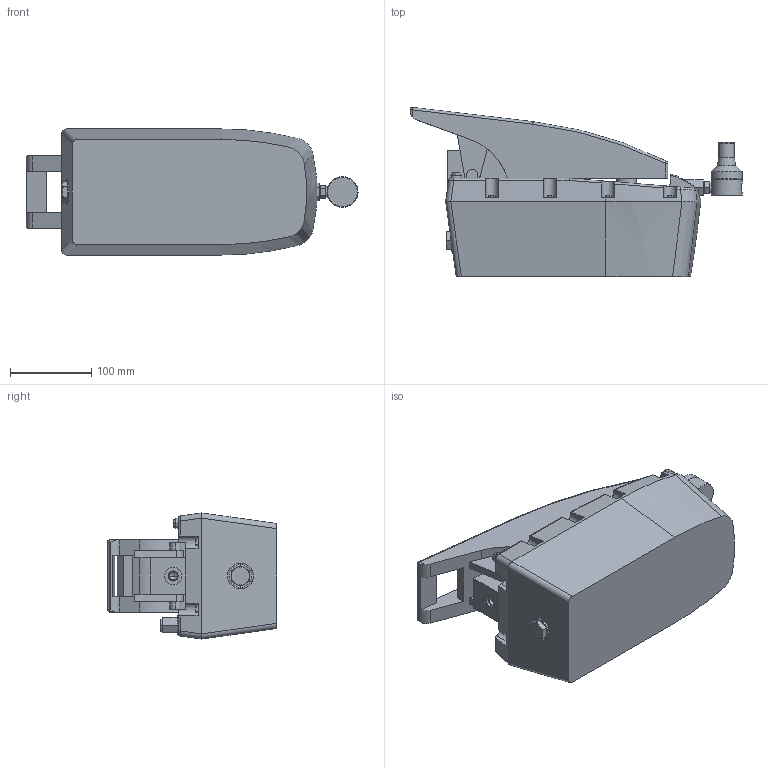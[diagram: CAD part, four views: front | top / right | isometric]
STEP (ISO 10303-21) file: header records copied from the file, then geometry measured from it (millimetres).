
FILE_DESCRIPTION((''),'2;1');
FILE_NAME('ILC55821301','2018-11-08T',('jdw'),(''),'PRO/ENGINEER BY PARAMETRIC TECHNOLOGY CORPORATION, 2013320','PRO/ENGINEER BY PARAMETRIC TECHNOLOGY CORPORATION, 2013320','');
FILE_SCHEMA(('AUTOMOTIVE_DESIGN { 1 0 10303 214 1 1 1 1 }'));
Length unit declared in the file: inch
Products named in the file (1): ILC55821301
Bounding box: 408.08 x 207.89 x 154.94 mm (x, y, z)
Volume: 6271024.5 mm3; surface area: 293141.7 mm2
Topology: 1 solids, 2 shells, 361 faces, 936 edges, 602 vertices
Faces by surface type: plane 226, cylinder 81, cone 22, bspline 14, torus 14, sphere 4
Entity records: 11848 total; most frequent: CARTESIAN_POINT 2944, ORIENTED_EDGE 1864, DIRECTION 1714, EDGE_CURVE 934, VECTOR 632, LINE 632, VERTEX_POINT 602, AXIS2_PLACEMENT_3D 541
